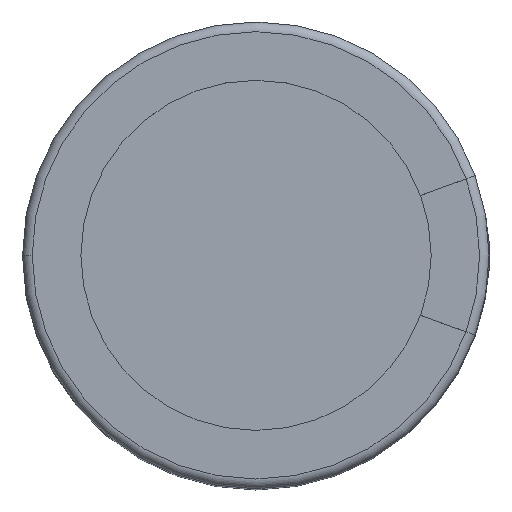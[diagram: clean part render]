
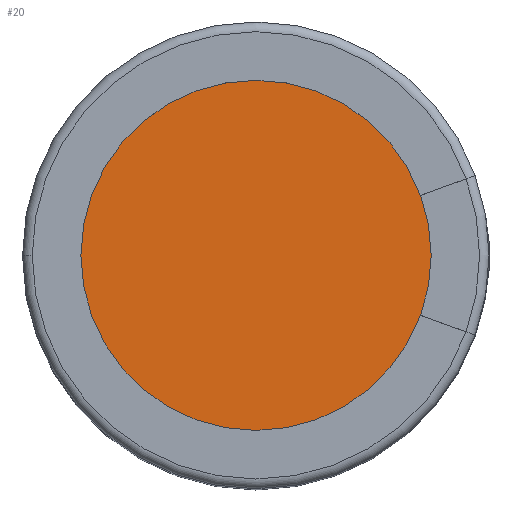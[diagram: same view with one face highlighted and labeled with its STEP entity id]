
A CAD part, top view. The second image highlights one B-rep face of the part: STEP entity #20.
In plain terms, the highlighted planar face has unit normal (0, 0, 1).
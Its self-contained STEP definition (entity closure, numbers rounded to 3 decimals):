
#20 = ADVANCED_FACE ( 'NONE', ( #1469 ), #859, .T. ) ;
#125 = AXIS2_PLACEMENT_3D ( 'NONE', #2739, #2738, #2737 ) ;
#370 = AXIS2_PLACEMENT_3D ( 'NONE', #705, #706, #712 ) ;
#427 = AXIS2_PLACEMENT_3D ( 'NONE', #2239, #2235, #2234 ) ;
#435 = AXIS2_PLACEMENT_3D ( 'NONE', #2275, #2274, #2273 ) ;
#506 = EDGE_CURVE ( 'NONE', #1589, #1595, #1010, .T. ) ;
#596 = EDGE_CURVE ( 'NONE', #1564, #1589, #1232, .T. ) ;
#603 = EDGE_CURVE ( 'NONE', #1564, #1582, #1061, .T. ) ;
#604 = EDGE_CURVE ( 'NONE', #1586, #1582, #1060, .T. ) ;
#605 = EDGE_CURVE ( 'NONE', #1595, #1586, #1059, .T. ) ;
#705 = CARTESIAN_POINT ( 'NONE',  ( -3.75, 0., 15.8 ) ) ;
#706 = DIRECTION ( 'NONE',  ( 0., 0., 1. ) ) ;
#712 = DIRECTION ( 'NONE',  ( 1., 0., 0. ) ) ;
#859 = PLANE ( 'NONE',  #370 ) ;
#972 = VECTOR ( 'NONE', #2242, 1000. ) ;
#1010 = CIRCLE ( 'NONE', #125, 3.75 ) ;
#1059 = LINE ( 'NONE', #2240, #972 ) ;
#1060 = CIRCLE ( 'NONE', #427, 3.755 ) ;
#1061 = LINE ( 'NONE', #2246, #1386 ) ;
#1232 = CIRCLE ( 'NONE', #435, 3.75 ) ;
#1386 = VECTOR ( 'NONE', #2255, 1000. ) ;
#1469 = FACE_OUTER_BOUND ( 'NONE', #1779, .T. ) ;
#1564 = VERTEX_POINT ( 'NONE', #2566 ) ;
#1582 = VERTEX_POINT ( 'NONE', #2526 ) ;
#1586 = VERTEX_POINT ( 'NONE', #2510 ) ;
#1589 = VERTEX_POINT ( 'NONE', #2514 ) ;
#1595 = VERTEX_POINT ( 'NONE', #2486 ) ;
#1698 = ORIENTED_EDGE ( 'NONE', *, *, #596, .F. ) ;
#1701 = ORIENTED_EDGE ( 'NONE', *, *, #605, .F. ) ;
#1702 = ORIENTED_EDGE ( 'NONE', *, *, #604, .F. ) ;
#1703 = ORIENTED_EDGE ( 'NONE', *, *, #603, .T. ) ;
#1779 = EDGE_LOOP ( 'NONE', ( #1698, #1703, #1702, #1701, #2043 ) ) ;
#2043 = ORIENTED_EDGE ( 'NONE', *, *, #506, .F. ) ;
#2234 = DIRECTION ( 'NONE',  ( -1., 0., 0. ) ) ;
#2235 = DIRECTION ( 'NONE',  ( 0., 0., -1. ) ) ;
#2239 = CARTESIAN_POINT ( 'NONE',  ( 0., 0., 15.8 ) ) ;
#2240 = CARTESIAN_POINT ( 'NONE',  ( 3.524, 1.283, 15.8 ) ) ;
#2242 = DIRECTION ( 'NONE',  ( 0.94, 0.342, 0. ) ) ;
#2246 = CARTESIAN_POINT ( 'NONE',  ( 3.524, -1.283, 15.8 ) ) ;
#2255 = DIRECTION ( 'NONE',  ( 0.94, -0.342, 0. ) ) ;
#2273 = DIRECTION ( 'NONE',  ( -1., 0., 0. ) ) ;
#2274 = DIRECTION ( 'NONE',  ( 0., 0., -1. ) ) ;
#2275 = CARTESIAN_POINT ( 'NONE',  ( 0., 0., 15.8 ) ) ;
#2486 = CARTESIAN_POINT ( 'NONE',  ( 3.524, 1.283, 15.8 ) ) ;
#2510 = CARTESIAN_POINT ( 'NONE',  ( 3.529, 1.284, 15.8 ) ) ;
#2514 = CARTESIAN_POINT ( 'NONE',  ( -3.75, 0., 15.8 ) ) ;
#2526 = CARTESIAN_POINT ( 'NONE',  ( 3.529, -1.284, 15.8 ) ) ;
#2566 = CARTESIAN_POINT ( 'NONE',  ( 3.524, -1.283, 15.8 ) ) ;
#2737 = DIRECTION ( 'NONE',  ( -1., 0., 0. ) ) ;
#2738 = DIRECTION ( 'NONE',  ( 0., 0., -1. ) ) ;
#2739 = CARTESIAN_POINT ( 'NONE',  ( 0., 0., 15.8 ) ) ;
